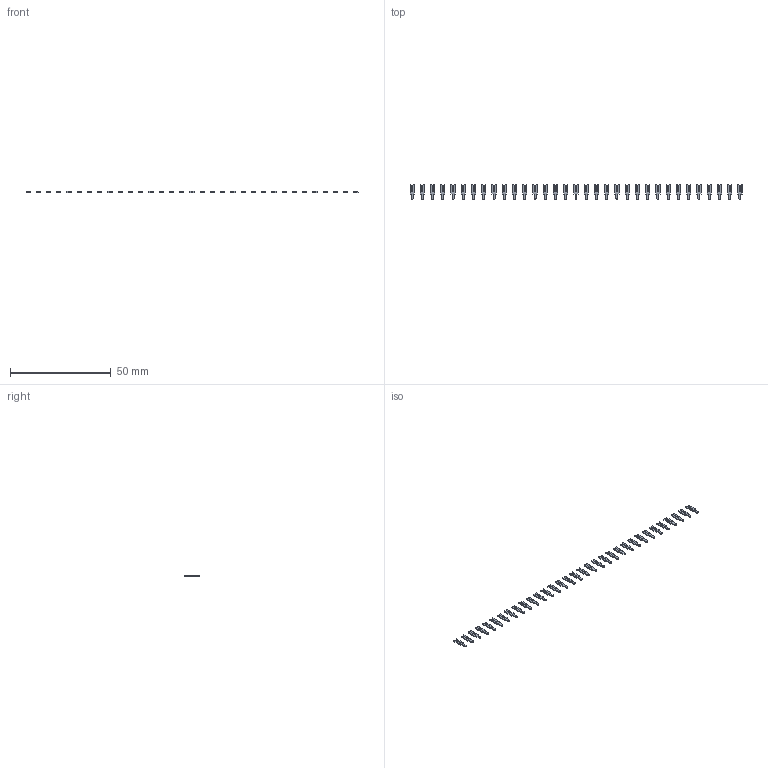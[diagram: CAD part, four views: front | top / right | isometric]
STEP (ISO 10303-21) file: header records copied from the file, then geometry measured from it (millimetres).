
FILE_DESCRIPTION (( 'STEP AP203' ), '1' );
FILE_NAME ('103-033-253-200.STEP', '2020-04-09T20:58:50', ( '' ), ( '' ), 'SwSTEP 2.0', 'SolidWorks 2016', '' );
FILE_SCHEMA (( 'CONFIG_CONTROL_DESIGN' ));
Length unit declared in the file: inch
Products named in the file (2): 103-033-253-200; 100-290-001_100-290-253
Assembly tree (33 placements, depth 2):
  103-033-253-200
    100-290-001_100-290-253  x33
Bounding box: 164.59 x 7.62 x 0.51 mm (x, y, z)
Volume: 182.1 mm3; surface area: 1135.4 mm2
Topology: 33 solids, 33 shells, 660 faces, 1782 edges, 1188 vertices
Faces by surface type: plane 627, cylinder 33
Entity records: 1844 total; most frequent: DIRECTION 168, CARTESIAN_POINT 146, ORIENTED_EDGE 108, CALENDAR_DATE 76, DATE_AND_TIME 76, COORDINATED_UNIVERSAL_TIME_OFFSET 76, LOCAL_TIME 76, AXIS2_PLACEMENT_3D 58
